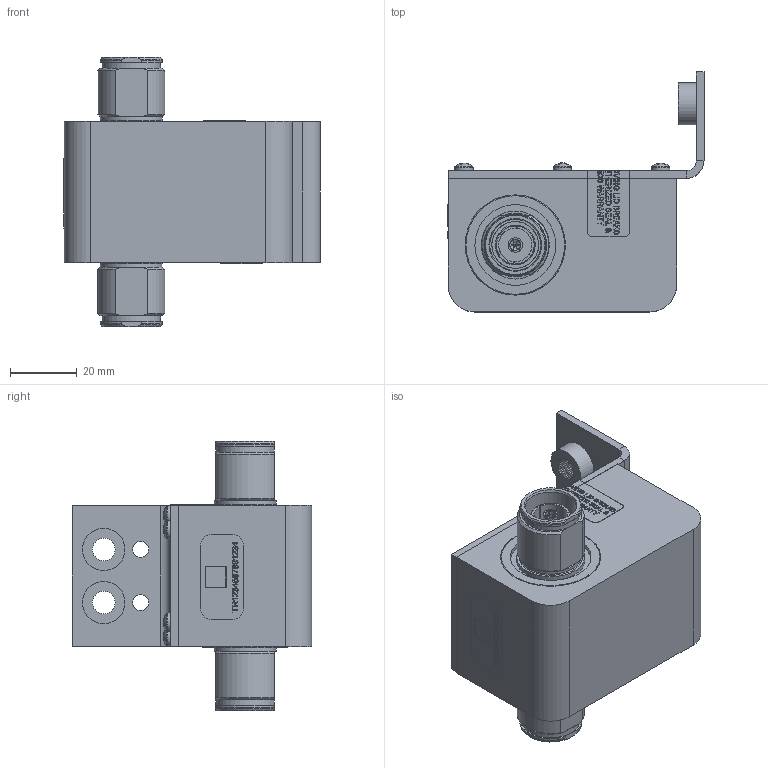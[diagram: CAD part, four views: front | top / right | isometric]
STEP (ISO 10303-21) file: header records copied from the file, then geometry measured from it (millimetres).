
FILE_DESCRIPTION (( 'STEP AP214' ), '1' );
FILE_NAME ('VHF50B43-PGR-BU.STEP', '2020-08-21T17:01:13', ( '' ), ( '' ), 'SwSTEP 2.0', 'SolidWorks 2019', '' );
FILE_SCHEMA (( 'AUTOMOTIVE_DESIGN' ));
Length unit declared in the file: inch
Products named in the file (20): 5800-0437; 1708-1211; 2003-3657; 4035-0108; 7040-0079; 2811-0056; 7020-2798; 1081-0251-05; 2003-1052-3; 4035-0101; 5220-0030; 7040-0092; 1000-1683; 5330-0389-01; 1000-1686; VHF50B43-PGR-BU; 9020-0096; 1000-1692; 7020-1394
Assembly tree (30 placements, depth 5):
  VHF50B43-PGR-BU
    1000-1692
      1000-1686
        5330-0389-01
        7040-0079
        1000-1683
          5800-0437
          4035-0101
          2811-0056
          4035-0108
          7040-0092
        1000-1683
          5800-0437
          4035-0101
          2811-0056
          4035-0108
          7040-0092
        1081-0251-05  x6
      9020-0096
        5220-0030
        1708-1211  x2
      7020-1394
      7020-2798
    2003-3657
    2003-1052-3
Bounding box: 76.5 x 71.63 x 80.47 mm (x, y, z)
Volume: 89358 mm3; surface area: 51793.8 mm2
Topology: 25 solids, 25 shells, 3298 faces, 8746 edges, 5717 vertices
Faces by surface type: plane 1977, bspline 614, cylinder 403, cone 232, torus 72
Full cylindrical faces by diameter (mm): 1.778 x2, 2.083 x2, 2.261 x2, 2.578 x6, 2.794 x78, 3.175 x6, 4.318 x2, 4.343 x2, 4.801 x2, 5.461 x6, 6.045 x2, 6.791 x16, 8.15 x16, 10.008 x4, 10.058 x2, 10.439 x2, 10.49 x2, 11.176 x2, 12.649 x2, 13.208 x2, 13.97 x2, 13.995 x2, 14.554 x2, 14.605 x2, 15.24 x2, 17.475 x2, 18.491 x2, 20.32 x2, 22.606 x2, 24.13 x2
Entity records: 126112 total; most frequent: CARTESIAN_POINT 42840, ORIENTED_EDGE 14094, DIRECTION 10421, EDGE_CURVE 7047, VECTOR 5199, LINE 5199, VERTEX_POINT 4756, EDGE_LOOP 3045
